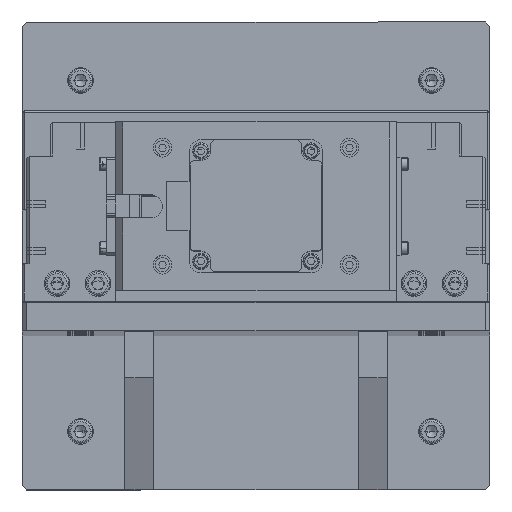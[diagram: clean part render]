
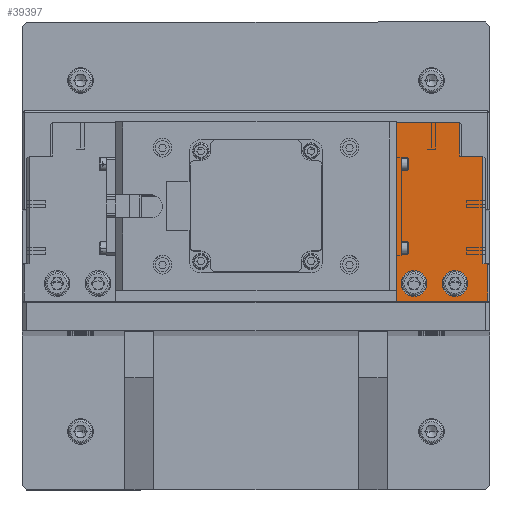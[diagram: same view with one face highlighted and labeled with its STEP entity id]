
A CAD part, top view. The second image highlights one B-rep face of the part: STEP entity #39397.
In plain terms, the highlighted planar face has unit normal (0, 0, 1).
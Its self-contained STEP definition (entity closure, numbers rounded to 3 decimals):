
#21 = DIRECTION ( 'NONE',  ( 0., 1., 0. ) ) ;
#455 = CARTESIAN_POINT ( 'NONE',  ( 60., 77., 628. ) ) ;
#1543 = EDGE_CURVE ( 'NONE', #9374, #9992, #64697, .T. ) ;
#3285 = CARTESIAN_POINT ( 'NONE',  ( 0., 0.5, 628. ) ) ;
#4466 = VECTOR ( 'NONE', #62051, 1000. ) ;
#4948 = ORIENTED_EDGE ( 'NONE', *, *, #63317, .F. ) ;
#4981 = CARTESIAN_POINT ( 'NONE',  ( 88., 77., 628. ) ) ;
#5151 = VERTEX_POINT ( 'NONE', #11906 ) ;
#5348 = CARTESIAN_POINT ( 'NONE',  ( 85., 8., 628. ) ) ;
#6107 = VERTEX_POINT ( 'NONE', #10584 ) ;
#6566 = LINE ( 'NONE', #23696, #35455 ) ;
#6591 = DIRECTION ( 'NONE',  ( 1., 0., 0. ) ) ;
#6597 = AXIS2_PLACEMENT_3D ( 'NONE', #33481, #7487, #7272 ) ;
#7272 = DIRECTION ( 'NONE',  ( 1., 0., 0. ) ) ;
#7487 = DIRECTION ( 'NONE',  ( 0., 0., 1. ) ) ;
#7540 = LINE ( 'NONE', #47205, #10753 ) ;
#7833 = CARTESIAN_POINT ( 'NONE',  ( 97., 16.5, 628. ) ) ;
#8605 = CIRCLE ( 'NONE', #6597, 5.5 ) ;
#8680 = PLANE ( 'NONE',  #27551 ) ;
#8784 = ORIENTED_EDGE ( 'NONE', *, *, #20359, .F. ) ;
#8926 = CARTESIAN_POINT ( 'NONE',  ( 54., 56., 628. ) ) ;
#9374 = VERTEX_POINT ( 'NONE', #7833 ) ;
#9406 = VERTEX_POINT ( 'NONE', #28941 ) ;
#9750 = VERTEX_POINT ( 'NONE', #21704 ) ;
#9862 = ORIENTED_EDGE ( 'NONE', *, *, #25140, .T. ) ;
#9890 = DIRECTION ( 'NONE',  ( 0., 1., 0. ) ) ;
#9992 = VERTEX_POINT ( 'NONE', #25015 ) ;
#10139 = VECTOR ( 'NONE', #49577, 1000. ) ;
#10513 = DIRECTION ( 'NONE',  ( 0., 0., 1. ) ) ;
#10584 = CARTESIAN_POINT ( 'NONE',  ( 62., 8., 628. ) ) ;
#10753 = VECTOR ( 'NONE', #13095, 1000. ) ;
#11030 = CIRCLE ( 'NONE', #22308, 5.5 ) ;
#11906 = CARTESIAN_POINT ( 'NONE',  ( 87., 62.5, 628. ) ) ;
#12528 = DIRECTION ( 'NONE',  ( 0., 0., 1. ) ) ;
#12544 = ORIENTED_EDGE ( 'NONE', *, *, #42412, .F. ) ;
#12691 = CARTESIAN_POINT ( 'NONE',  ( 54., 26., 628. ) ) ;
#13095 = DIRECTION ( 'NONE',  ( -1., 0., 0. ) ) ;
#13716 = CARTESIAN_POINT ( 'NONE',  ( 98., 16.5, 628. ) ) ;
#14740 = ORIENTED_EDGE ( 'NONE', *, *, #63754, .T. ) ;
#15445 = CARTESIAN_POINT ( 'NONE',  ( 60., 26., 628. ) ) ;
#15553 = VECTOR ( 'NONE', #47975, 1000. ) ;
#15889 = VERTEX_POINT ( 'NONE', #21066 ) ;
#15927 = LINE ( 'NONE', #455, #43199 ) ;
#16480 = CARTESIAN_POINT ( 'NONE',  ( 67.5, 8., 628. ) ) ;
#17453 = EDGE_CURVE ( 'NONE', #46764, #40073, #64801, .T. ) ;
#18402 = ORIENTED_EDGE ( 'NONE', *, *, #1543, .F. ) ;
#19734 = VERTEX_POINT ( 'NONE', #15445 ) ;
#20359 = EDGE_CURVE ( 'NONE', #15889, #6107, #24115, .T. ) ;
#20593 = LINE ( 'NONE', #31503, #4466 ) ;
#21066 = CARTESIAN_POINT ( 'NONE',  ( 73., 8., 628. ) ) ;
#21532 = VECTOR ( 'NONE', #9890, 1000. ) ;
#21544 = VERTEX_POINT ( 'NONE', #12691 ) ;
#21646 = DIRECTION ( 'NONE',  ( 0., 0., 1. ) ) ;
#21704 = CARTESIAN_POINT ( 'NONE',  ( 60., 0.5, 628. ) ) ;
#21771 = CARTESIAN_POINT ( 'NONE',  ( 60., 77., 628. ) ) ;
#22162 = CARTESIAN_POINT ( 'NONE',  ( -60., 26., 628. ) ) ;
#22308 = AXIS2_PLACEMENT_3D ( 'NONE', #22640, #12528, #48419 ) ;
#22640 = CARTESIAN_POINT ( 'NONE',  ( 67.5, 8., 628. ) ) ;
#23696 = CARTESIAN_POINT ( 'NONE',  ( 97., 0.5, 628. ) ) ;
#23936 = ORIENTED_EDGE ( 'NONE', *, *, #26124, .F. ) ;
#24115 = CIRCLE ( 'NONE', #64431, 5.5 ) ;
#24738 = DIRECTION ( 'NONE',  ( 1., 0., 0. ) ) ;
#25015 = CARTESIAN_POINT ( 'NONE',  ( 99., 16.5, 628. ) ) ;
#25140 = EDGE_CURVE ( 'NONE', #9406, #9992, #50421, .T. ) ;
#25164 = EDGE_CURVE ( 'NONE', #46764, #26374, #15927, .T. ) ;
#25436 = EDGE_CURVE ( 'NONE', #6107, #15889, #11030, .T. ) ;
#26124 = EDGE_CURVE ( 'NONE', #5151, #41939, #47073, .T. ) ;
#26135 = EDGE_LOOP ( 'NONE', ( #8784, #45621 ) ) ;
#26214 = EDGE_LOOP ( 'NONE', ( #54262, #52065 ) ) ;
#26374 = VERTEX_POINT ( 'NONE', #34024 ) ;
#27551 = AXIS2_PLACEMENT_3D ( 'NONE', #3285, #44353, #38473 ) ;
#27900 = ORIENTED_EDGE ( 'NONE', *, *, #55487, .T. ) ;
#28717 = VECTOR ( 'NONE', #36157, 1000. ) ;
#28941 = CARTESIAN_POINT ( 'NONE',  ( 99., 0.5, 628. ) ) ;
#29224 = LINE ( 'NONE', #21771, #15553 ) ;
#30053 = ORIENTED_EDGE ( 'NONE', *, *, #17453, .T. ) ;
#30110 = CARTESIAN_POINT ( 'NONE',  ( 97., 62.5, 628. ) ) ;
#30499 = DIRECTION ( 'NONE',  ( 1., 0., 0. ) ) ;
#31463 = CARTESIAN_POINT ( 'NONE',  ( 87., 0.5, 628. ) ) ;
#31503 = CARTESIAN_POINT ( 'NONE',  ( 54., 0.5, 628. ) ) ;
#31757 = ORIENTED_EDGE ( 'NONE', *, *, #54383, .F. ) ;
#32018 = CARTESIAN_POINT ( 'NONE',  ( -60., 56., 628. ) ) ;
#32445 = DIRECTION ( 'NONE',  ( 0., 1., 0. ) ) ;
#32847 = VERTEX_POINT ( 'NONE', #65388 ) ;
#33481 = CARTESIAN_POINT ( 'NONE',  ( 85., 8., 628. ) ) ;
#33707 = FACE_BOUND ( 'NONE', #26214, .T. ) ;
#34024 = CARTESIAN_POINT ( 'NONE',  ( 60., 77., 628. ) ) ;
#35455 = VECTOR ( 'NONE', #32445, 1000. ) ;
#36157 = DIRECTION ( 'NONE',  ( 0., 1., 0. ) ) ;
#36181 = VECTOR ( 'NONE', #24738, 1000. ) ;
#36466 = VERTEX_POINT ( 'NONE', #44126 ) ;
#38473 = DIRECTION ( 'NONE',  ( -1., 0., 0. ) ) ;
#38926 = LINE ( 'NONE', #22162, #39720 ) ;
#39397 = ADVANCED_FACE ( 'NONE', ( #33707, #45753, #44147 ), #8680, .F. ) ;
#39407 = DIRECTION ( 'NONE',  ( 1., 0., 0. ) ) ;
#39720 = VECTOR ( 'NONE', #39407, 1000. ) ;
#40073 = VERTEX_POINT ( 'NONE', #8926 ) ;
#41939 = VERTEX_POINT ( 'NONE', #30110 ) ;
#42138 = EDGE_CURVE ( 'NONE', #51408, #36466, #8605, .T. ) ;
#42412 = EDGE_CURVE ( 'NONE', #26374, #32847, #51916, .T. ) ;
#42537 = DIRECTION ( 'NONE',  ( -1., 0., 0. ) ) ;
#43199 = VECTOR ( 'NONE', #21, 1000. ) ;
#44126 = CARTESIAN_POINT ( 'NONE',  ( 79.5, 8., 628. ) ) ;
#44147 = FACE_OUTER_BOUND ( 'NONE', #47744, .T. ) ;
#44353 = DIRECTION ( 'NONE',  ( 0., 0., -1. ) ) ;
#44808 = EDGE_CURVE ( 'NONE', #5151, #32847, #51161, .T. ) ;
#45621 = ORIENTED_EDGE ( 'NONE', *, *, #25436, .F. ) ;
#45753 = FACE_BOUND ( 'NONE', #26135, .T. ) ;
#46353 = VECTOR ( 'NONE', #42537, 1000. ) ;
#46764 = VERTEX_POINT ( 'NONE', #60674 ) ;
#47073 = LINE ( 'NONE', #62736, #55868 ) ;
#47098 = DIRECTION ( 'NONE',  ( 1., 0., 0. ) ) ;
#47205 = CARTESIAN_POINT ( 'NONE',  ( 100., 0.5, 628. ) ) ;
#47744 = EDGE_LOOP ( 'NONE', ( #4948, #14740, #63781, #31757, #9862, #18402, #27900, #23936, #59397, #12544, #57964, #30053 ) ) ;
#47975 = DIRECTION ( 'NONE',  ( 0., 1., 0. ) ) ;
#48419 = DIRECTION ( 'NONE',  ( 1., 0., 0. ) ) ;
#49577 = DIRECTION ( 'NONE',  ( 1., 0., 0. ) ) ;
#50421 = LINE ( 'NONE', #56306, #21532 ) ;
#51161 = LINE ( 'NONE', #31463, #28717 ) ;
#51408 = VERTEX_POINT ( 'NONE', #56776 ) ;
#51916 = LINE ( 'NONE', #4981, #36181 ) ;
#52065 = ORIENTED_EDGE ( 'NONE', *, *, #61425, .F. ) ;
#53441 = AXIS2_PLACEMENT_3D ( 'NONE', #5348, #10513, #30499 ) ;
#53710 = CIRCLE ( 'NONE', #53441, 5.5 ) ;
#54262 = ORIENTED_EDGE ( 'NONE', *, *, #42138, .F. ) ;
#54383 = EDGE_CURVE ( 'NONE', #9406, #9750, #7540, .T. ) ;
#55487 = EDGE_CURVE ( 'NONE', #9374, #41939, #6566, .T. ) ;
#55868 = VECTOR ( 'NONE', #47098, 1000. ) ;
#56306 = CARTESIAN_POINT ( 'NONE',  ( 99., 0.5, 628. ) ) ;
#56776 = CARTESIAN_POINT ( 'NONE',  ( 90.5, 8., 628. ) ) ;
#57921 = EDGE_CURVE ( 'NONE', #9750, #19734, #29224, .T. ) ;
#57964 = ORIENTED_EDGE ( 'NONE', *, *, #25164, .F. ) ;
#59397 = ORIENTED_EDGE ( 'NONE', *, *, #44808, .T. ) ;
#60674 = CARTESIAN_POINT ( 'NONE',  ( 60., 56., 628. ) ) ;
#61425 = EDGE_CURVE ( 'NONE', #36466, #51408, #53710, .T. ) ;
#62051 = DIRECTION ( 'NONE',  ( 0., 1., 0. ) ) ;
#62736 = CARTESIAN_POINT ( 'NONE',  ( 88., 62.5, 628. ) ) ;
#63317 = EDGE_CURVE ( 'NONE', #21544, #40073, #20593, .T. ) ;
#63754 = EDGE_CURVE ( 'NONE', #21544, #19734, #38926, .T. ) ;
#63781 = ORIENTED_EDGE ( 'NONE', *, *, #57921, .F. ) ;
#64431 = AXIS2_PLACEMENT_3D ( 'NONE', #16480, #21646, #6591 ) ;
#64697 = LINE ( 'NONE', #13716, #10139 ) ;
#64801 = LINE ( 'NONE', #32018, #46353 ) ;
#65388 = CARTESIAN_POINT ( 'NONE',  ( 87., 77., 628. ) ) ;
